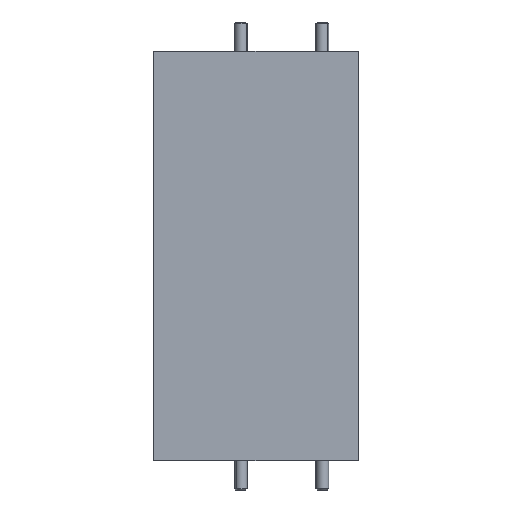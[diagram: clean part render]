
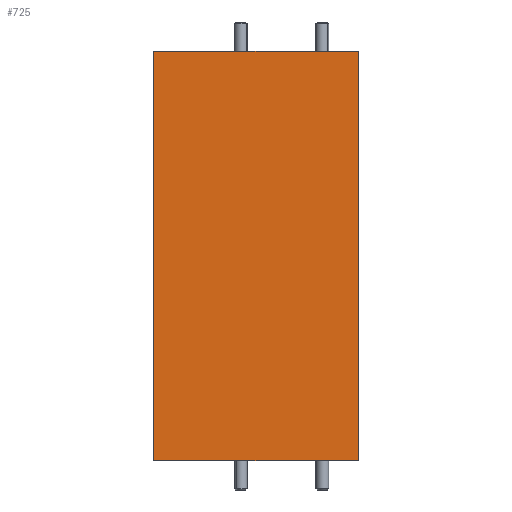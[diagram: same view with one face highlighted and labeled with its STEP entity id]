
A CAD part, left-side view. The second image highlights one B-rep face of the part: STEP entity #725.
In plain terms, the highlighted planar face has unit normal (-1, 0, 0).
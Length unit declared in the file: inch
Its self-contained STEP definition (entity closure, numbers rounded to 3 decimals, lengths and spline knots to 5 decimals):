
#725 = ADVANCED_FACE ( 'NONE', ( #38152 ), #3631, .F. ) ;
#3631 = PLANE ( 'NONE',  #28003 ) ;
#3791 = DIRECTION ( 'NONE',  ( 1., 0., 0. ) ) ;
#4715 = LINE ( 'NONE', #5842, #33873 ) ;
#5286 = CARTESIAN_POINT ( 'NONE',  ( -0.75, 1., 1. ) ) ;
#5842 = CARTESIAN_POINT ( 'NONE',  ( -0.75, 0., 1. ) ) ;
#6192 = VECTOR ( 'NONE', #28929, 39.37008 ) ;
#7397 = CARTESIAN_POINT ( 'NONE',  ( -0.75, 0.4, 1. ) ) ;
#9989 = ORIENTED_EDGE ( 'NONE', *, *, #26840, .F. ) ;
#10220 = CARTESIAN_POINT ( 'NONE',  ( -0.75, 1., 1. ) ) ;
#10977 = ORIENTED_EDGE ( 'NONE', *, *, #21905, .T. ) ;
#13167 = DIRECTION ( 'NONE',  ( 0., 0., 1. ) ) ;
#15195 = DIRECTION ( 'NONE',  ( 0., 0., -1. ) ) ;
#16169 = DIRECTION ( 'NONE',  ( 0., -1., 0. ) ) ;
#19584 = VECTOR ( 'NONE', #16169, 39.37008 ) ;
#21905 = EDGE_CURVE ( 'NONE', #44867, #47465, #43230, .T. ) ;
#23730 = LINE ( 'NONE', #34905, #19584 ) ;
#26840 = EDGE_CURVE ( 'NONE', #42991, #33353, #23730, .T. ) ;
#27505 = EDGE_CURVE ( 'NONE', #44867, #42991, #32444, .T. ) ;
#28003 = AXIS2_PLACEMENT_3D ( 'NONE', #7397, #3791, #15195 ) ;
#28929 = DIRECTION ( 'NONE',  ( 0., 0., 1. ) ) ;
#30442 = ORIENTED_EDGE ( 'NONE', *, *, #34084, .T. ) ;
#32444 = LINE ( 'NONE', #10220, #6192 ) ;
#33353 = VERTEX_POINT ( 'NONE', #44571 ) ;
#33873 = VECTOR ( 'NONE', #13167, 39.37008 ) ;
#34084 = EDGE_CURVE ( 'NONE', #47465, #33353, #4715, .T. ) ;
#34905 = CARTESIAN_POINT ( 'NONE',  ( -0.75, 0.4, 1. ) ) ;
#37591 = DIRECTION ( 'NONE',  ( 0., -1., 0. ) ) ;
#38152 = FACE_OUTER_BOUND ( 'NONE', #43086, .T. ) ;
#38895 = CARTESIAN_POINT ( 'NONE',  ( -0.75, 1., -1. ) ) ;
#39599 = CARTESIAN_POINT ( 'NONE',  ( -0.75, 0., -1. ) ) ;
#40883 = VECTOR ( 'NONE', #37591, 39.37008 ) ;
#42991 = VERTEX_POINT ( 'NONE', #5286 ) ;
#43086 = EDGE_LOOP ( 'NONE', ( #30442, #9989, #44277, #10977 ) ) ;
#43230 = LINE ( 'NONE', #44593, #40883 ) ;
#44277 = ORIENTED_EDGE ( 'NONE', *, *, #27505, .F. ) ;
#44571 = CARTESIAN_POINT ( 'NONE',  ( -0.75, 0., 1. ) ) ;
#44593 = CARTESIAN_POINT ( 'NONE',  ( -0.75, 0.4, -1. ) ) ;
#44867 = VERTEX_POINT ( 'NONE', #38895 ) ;
#47465 = VERTEX_POINT ( 'NONE', #39599 ) ;
